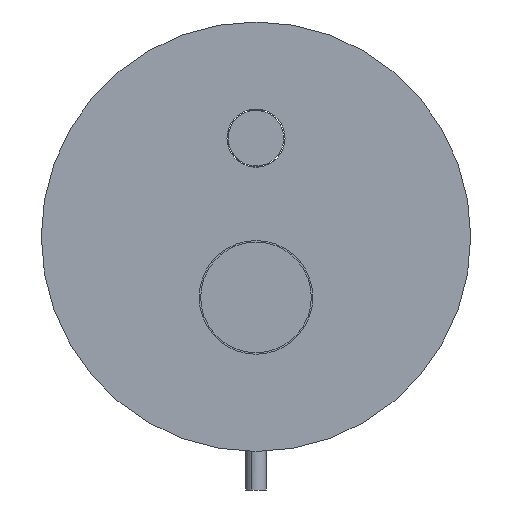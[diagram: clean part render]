
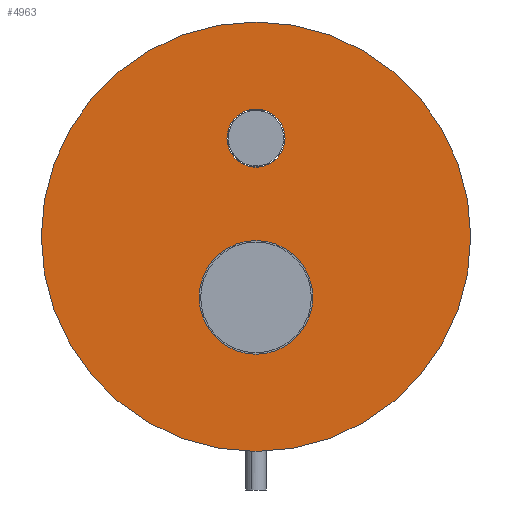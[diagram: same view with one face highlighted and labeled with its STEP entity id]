
A CAD part, front view. The second image highlights one B-rep face of the part: STEP entity #4963.
In plain terms, the highlighted planar face has unit normal (0, -1, 0).
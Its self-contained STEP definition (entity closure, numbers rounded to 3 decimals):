
#2807=CARTESIAN_POINT('Axis2P3D Location',(0.,52.5,24.)) ;
#4757=CARTESIAN_POINT('Vertex',(-85.,52.5,24.)) ;
#4762=CARTESIAN_POINT('Axis2P3D Location',(0.,52.5,24.)) ;
#4766=CARTESIAN_POINT('Vertex',(85.,52.5,24.)) ;
#4796=CARTESIAN_POINT('Axis2P3D Location',(0.,52.5,24.)) ;
#4870=CARTESIAN_POINT('Vertex',(-11.5,52.5,63.)) ;
#4873=CARTESIAN_POINT('Axis2P3D Location',(0.,52.5,63.)) ;
#4877=CARTESIAN_POINT('Vertex',(11.5,52.5,63.)) ;
#4893=CARTESIAN_POINT('Axis2P3D Location',(0.,52.5,63.)) ;
#4915=CARTESIAN_POINT('Vertex',(-22.5,52.5,0.)) ;
#4918=CARTESIAN_POINT('Axis2P3D Location',(0.,52.5,0.)) ;
#4922=CARTESIAN_POINT('Vertex',(22.5,52.5,0.)) ;
#4938=CARTESIAN_POINT('Axis2P3D Location',(0.,52.5,0.)) ;
#2808=DIRECTION('Axis2P3D Direction',(0.,1.,0.)) ;
#2809=DIRECTION('Axis2P3D XDirection',(-1.,0.,0.)) ;
#4763=DIRECTION('Axis2P3D Direction',(0.,1.,0.)) ;
#4797=DIRECTION('Axis2P3D Direction',(0.,1.,0.)) ;
#4874=DIRECTION('Axis2P3D Direction',(0.,1.,0.)) ;
#4894=DIRECTION('Axis2P3D Direction',(0.,1.,0.)) ;
#4919=DIRECTION('Axis2P3D Direction',(0.,1.,0.)) ;
#4939=DIRECTION('Axis2P3D Direction',(0.,1.,0.)) ;
#2810=AXIS2_PLACEMENT_3D('Plane Axis2P3D',#2807,#2808,#2809) ;
#4764=AXIS2_PLACEMENT_3D('Circle Axis2P3D',#4762,#4763,$) ;
#4798=AXIS2_PLACEMENT_3D('Circle Axis2P3D',#4796,#4797,$) ;
#4875=AXIS2_PLACEMENT_3D('Circle Axis2P3D',#4873,#4874,$) ;
#4895=AXIS2_PLACEMENT_3D('Circle Axis2P3D',#4893,#4894,$) ;
#4920=AXIS2_PLACEMENT_3D('Circle Axis2P3D',#4918,#4919,$) ;
#4940=AXIS2_PLACEMENT_3D('Circle Axis2P3D',#4938,#4939,$) ;
#4765=CIRCLE('generated circle',#4764,85.) ;
#4799=CIRCLE('generated circle',#4798,85.) ;
#4876=CIRCLE('generated circle',#4875,11.5) ;
#4896=CIRCLE('generated circle',#4895,11.5) ;
#4921=CIRCLE('generated circle',#4920,22.5) ;
#4941=CIRCLE('generated circle',#4940,22.5) ;
#2811=PLANE('',#2810) ;
#4958=FACE_BOUND('',#4955,.T.) ;
#4962=FACE_BOUND('',#4959,.T.) ;
#4768=EDGE_CURVE('',#4758,#4767,#4765,.T.) ;
#4800=EDGE_CURVE('',#4767,#4758,#4799,.T.) ;
#4879=EDGE_CURVE('',#4878,#4871,#4876,.T.) ;
#4897=EDGE_CURVE('',#4871,#4878,#4896,.T.) ;
#4924=EDGE_CURVE('',#4923,#4916,#4921,.T.) ;
#4942=EDGE_CURVE('',#4916,#4923,#4941,.T.) ;
#4952=ORIENTED_EDGE('',*,*,#4768,.F.) ;
#4953=ORIENTED_EDGE('',*,*,#4800,.F.) ;
#4956=ORIENTED_EDGE('',*,*,#4897,.T.) ;
#4957=ORIENTED_EDGE('',*,*,#4879,.T.) ;
#4960=ORIENTED_EDGE('',*,*,#4942,.T.) ;
#4961=ORIENTED_EDGE('',*,*,#4924,.T.) ;
#4951=EDGE_LOOP('',(#4952,#4953)) ;
#4955=EDGE_LOOP('',(#4956,#4957)) ;
#4959=EDGE_LOOP('',(#4960,#4961)) ;
#4758=VERTEX_POINT('',#4757) ;
#4767=VERTEX_POINT('',#4766) ;
#4871=VERTEX_POINT('',#4870) ;
#4878=VERTEX_POINT('',#4877) ;
#4916=VERTEX_POINT('',#4915) ;
#4923=VERTEX_POINT('',#4922) ;
#4963=ADVANCED_FACE('PartBody',(#4954,#4958,#4962),#2811,.F.) ;
#4954=FACE_OUTER_BOUND('',#4951,.T.) ;
